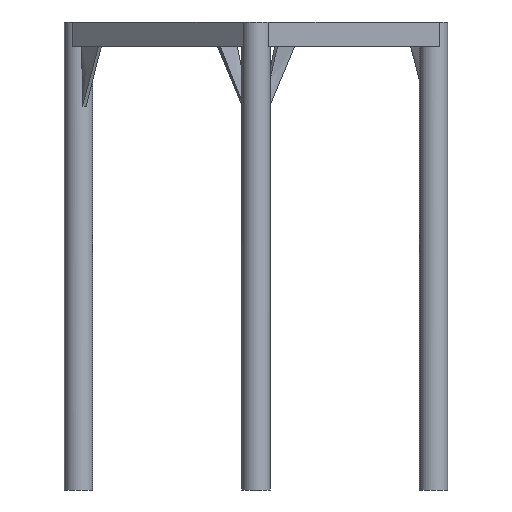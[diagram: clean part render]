
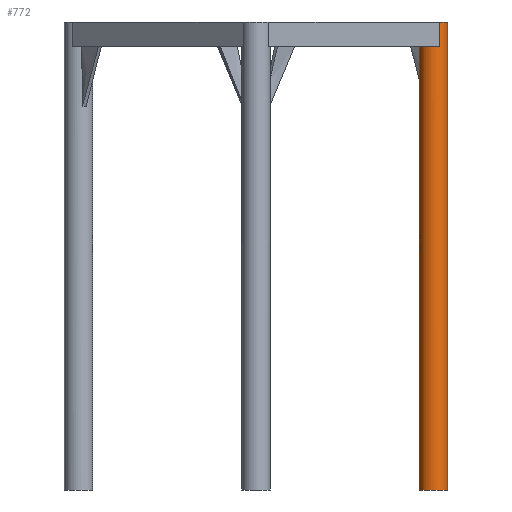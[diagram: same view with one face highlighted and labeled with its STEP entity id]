
A CAD part, left-side view. The second image highlights one B-rep face of the part: STEP entity #772.
In plain terms, the highlighted cylindrical face has radius 44.45 mm (diameter 88.9 mm), a full revolution.
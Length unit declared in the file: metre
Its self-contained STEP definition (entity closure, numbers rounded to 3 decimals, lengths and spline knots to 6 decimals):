
#56=B_SPLINE_CURVE_WITH_KNOTS('',3,(#1089,#1090,#1091,#1092),
 .UNSPECIFIED.,.F.,.F.,(4,4),(0.,1.),.UNSPECIFIED.);
#57=B_SPLINE_CURVE_WITH_KNOTS('',3,(#1097,#1098,#1099,#1100),
 .UNSPECIFIED.,.F.,.F.,(4,4),(0.,1.),.UNSPECIFIED.);
#80=CIRCLE('',#834,0.04445);
#81=CIRCLE('',#835,0.04445);
#82=CIRCLE('',#836,0.04445);
#83=CIRCLE('',#837,0.04445);
#84=CIRCLE('',#838,0.04445);
#85=CIRCLE('',#839,0.04445);
#104=ORIENTED_EDGE('',*,*,#328,.F.);
#105=ORIENTED_EDGE('',*,*,#329,.F.);
#106=ORIENTED_EDGE('',*,*,#330,.T.);
#107=ORIENTED_EDGE('',*,*,#331,.F.);
#108=ORIENTED_EDGE('',*,*,#332,.F.);
#109=ORIENTED_EDGE('',*,*,#333,.T.);
#110=ORIENTED_EDGE('',*,*,#334,.T.);
#111=ORIENTED_EDGE('',*,*,#335,.T.);
#112=ORIENTED_EDGE('',*,*,#336,.T.);
#113=ORIENTED_EDGE('',*,*,#337,.F.);
#114=ORIENTED_EDGE('',*,*,#338,.F.);
#115=ORIENTED_EDGE('',*,*,#339,.F.);
#116=ORIENTED_EDGE('',*,*,#340,.F.);
#117=ORIENTED_EDGE('',*,*,#341,.F.);
#328=EDGE_CURVE('',#440,#441,#512,.T.);
#329=EDGE_CURVE('',#442,#440,#80,.F.);
#330=EDGE_CURVE('',#442,#443,#513,.T.);
#331=EDGE_CURVE('',#441,#443,#81,.F.);
#332=EDGE_CURVE('',#444,#444,#82,.T.);
#333=EDGE_CURVE('',#445,#445,#83,.T.);
#334=EDGE_CURVE('',#446,#447,#84,.F.);
#335=EDGE_CURVE('',#447,#448,#514,.T.);
#336=EDGE_CURVE('',#448,#449,#85,.F.);
#337=EDGE_CURVE('',#446,#449,#515,.T.);
#338=EDGE_CURVE('',#450,#451,#56,.T.);
#339=EDGE_CURVE('',#452,#450,#516,.F.);
#340=EDGE_CURVE('',#453,#452,#57,.T.);
#341=EDGE_CURVE('',#451,#453,#517,.T.);
#440=VERTEX_POINT('',#1070);
#441=VERTEX_POINT('',#1071);
#442=VERTEX_POINT('',#1073);
#443=VERTEX_POINT('',#1075);
#444=VERTEX_POINT('',#1078);
#445=VERTEX_POINT('',#1080);
#446=VERTEX_POINT('',#1082);
#447=VERTEX_POINT('',#1083);
#448=VERTEX_POINT('',#1085);
#449=VERTEX_POINT('',#1087);
#450=VERTEX_POINT('',#1093);
#451=VERTEX_POINT('',#1094);
#452=VERTEX_POINT('',#1096);
#453=VERTEX_POINT('',#1101);
#512=LINE('',#1069,#576);
#513=LINE('',#1074,#577);
#514=LINE('',#1084,#578);
#515=LINE('',#1088,#579);
#516=LINE('',#1095,#580);
#517=LINE('',#1102,#581);
#576=VECTOR('',#893,1.);
#577=VECTOR('',#896,1.);
#578=VECTOR('',#905,1.);
#579=VECTOR('',#908,1.);
#580=VECTOR('',#909,1.);
#581=VECTOR('',#910,1.);
#640=EDGE_LOOP('',(#104,#105,#106,#107));
#641=EDGE_LOOP('',(#108));
#642=EDGE_LOOP('',(#109));
#643=EDGE_LOOP('',(#110,#111,#112,#113));
#644=EDGE_LOOP('',(#114,#115,#116,#117));
#704=FACE_BOUND('',#640,.T.);
#705=FACE_BOUND('',#641,.T.);
#706=FACE_BOUND('',#642,.T.);
#707=FACE_BOUND('',#643,.T.);
#708=FACE_BOUND('',#644,.T.);
#768=CYLINDRICAL_SURFACE('',#833,0.04445);
#772=ADVANCED_FACE('',(#704,#705,#706,#707,#708),#768,.T.);
#833=AXIS2_PLACEMENT_3D('',#1068,#891,#892);
#834=AXIS2_PLACEMENT_3D('',#1072,#894,#895);
#835=AXIS2_PLACEMENT_3D('',#1076,#897,#898);
#836=AXIS2_PLACEMENT_3D('',#1077,#899,#900);
#837=AXIS2_PLACEMENT_3D('',#1079,#901,#902);
#838=AXIS2_PLACEMENT_3D('',#1081,#903,#904);
#839=AXIS2_PLACEMENT_3D('',#1086,#906,#907);
#891=DIRECTION('',(0.,0.,-1.));
#892=DIRECTION('',(0.,-1.,0.));
#893=DIRECTION('',(0.,0.,-1.));
#894=DIRECTION('',(0.,0.,1.));
#895=DIRECTION('',(0.,1.,0.));
#896=DIRECTION('',(0.,0.,-1.));
#897=DIRECTION('',(0.,0.,-1.));
#898=DIRECTION('',(0.,-1.,0.));
#899=DIRECTION('',(0.,0.,1.));
#900=DIRECTION('',(0.,1.,0.));
#901=DIRECTION('',(0.,0.,1.));
#902=DIRECTION('',(0.,1.,0.));
#903=DIRECTION('',(0.,0.,-1.));
#904=DIRECTION('',(-1.,0.,0.));
#905=DIRECTION('',(0.,0.,-1.));
#906=DIRECTION('',(0.,0.,1.));
#907=DIRECTION('',(1.,0.,0.));
#908=DIRECTION('',(0.,0.,-1.));
#909=DIRECTION('',(0.,0.,-1.));
#910=DIRECTION('',(0.,0.,-1.));
#1068=CARTESIAN_POINT('',(0.,-0.5588,-0.08255));
#1069=CARTESIAN_POINT('',(0.040662,-0.576756,-0.08255));
#1070=CARTESIAN_POINT('',(0.040662,-0.576756,-0.082561));
#1071=CARTESIAN_POINT('',(0.040662,-0.576756,-0.158761));
#1072=CARTESIAN_POINT('',(0.,-0.5588,-0.082561));
#1073=CARTESIAN_POINT('',(0.0443,-0.555157,-0.082561));
#1074=CARTESIAN_POINT('',(0.0443,-0.555157,-0.08255));
#1075=CARTESIAN_POINT('',(0.0443,-0.555157,-0.158761));
#1076=CARTESIAN_POINT('',(0.,-0.5588,-0.158761));
#1077=CARTESIAN_POINT('',(0.,-0.5588,-0.08255));
#1078=CARTESIAN_POINT('',(0.,-0.51435,-0.08255));
#1079=CARTESIAN_POINT('',(0.,-0.5588,-1.55575));
#1080=CARTESIAN_POINT('',(0.,-0.51435,-1.55575));
#1081=CARTESIAN_POINT('',(0.,-0.5588,-0.082561));
#1082=CARTESIAN_POINT('',(-0.0443,-0.555157,-0.082561));
#1083=CARTESIAN_POINT('',(-0.040662,-0.576756,-0.082561));
#1084=CARTESIAN_POINT('',(-0.040662,-0.576756,-0.08255));
#1085=CARTESIAN_POINT('',(-0.040662,-0.576756,-0.158761));
#1086=CARTESIAN_POINT('',(0.,-0.5588,-0.158761));
#1087=CARTESIAN_POINT('',(-0.0443,-0.555157,-0.158761));
#1088=CARTESIAN_POINT('',(-0.0443,-0.555157,-0.08255));
#1089=CARTESIAN_POINT('',(0.037548,-0.535011,-0.272045));
#1090=CARTESIAN_POINT('',(0.039814,-0.538587,-0.272045));
#1091=CARTESIAN_POINT('',(0.041565,-0.542488,-0.272045));
#1092=CARTESIAN_POINT('',(0.042731,-0.546558,-0.272045));
#1093=CARTESIAN_POINT('',(0.037548,-0.535011,-0.272045));
#1094=CARTESIAN_POINT('',(0.042731,-0.546558,-0.272045));
#1095=CARTESIAN_POINT('',(0.037548,-0.535011,-0.310145));
#1096=CARTESIAN_POINT('',(0.037548,-0.535011,-0.348245));
#1097=CARTESIAN_POINT('',(0.042731,-0.546558,-0.348245));
#1098=CARTESIAN_POINT('',(0.041565,-0.542488,-0.348245));
#1099=CARTESIAN_POINT('',(0.039814,-0.538587,-0.348245));
#1100=CARTESIAN_POINT('',(0.037548,-0.535011,-0.348245));
#1101=CARTESIAN_POINT('',(0.042731,-0.546558,-0.348245));
#1102=CARTESIAN_POINT('',(0.042731,-0.546558,-0.310145));
